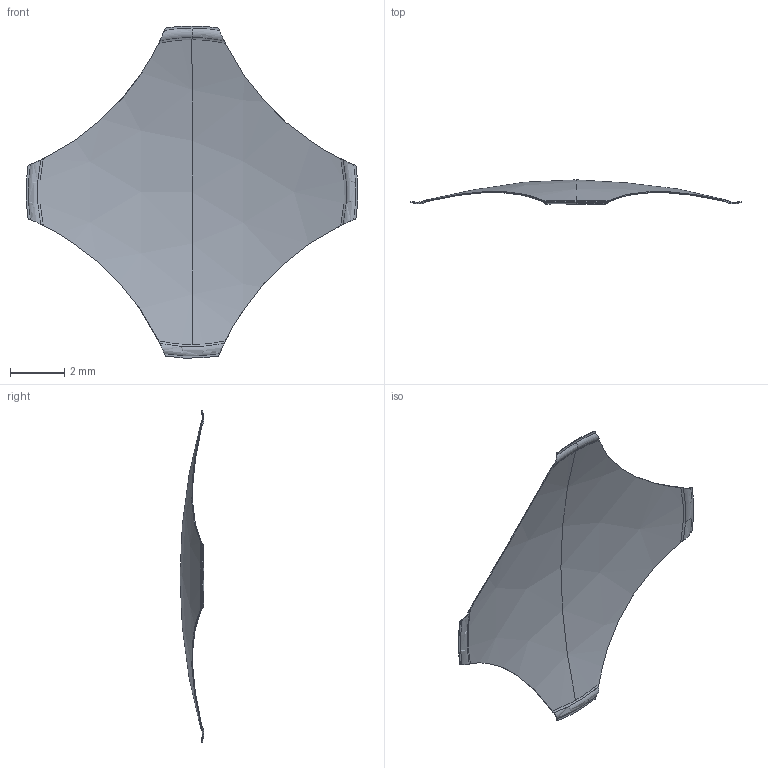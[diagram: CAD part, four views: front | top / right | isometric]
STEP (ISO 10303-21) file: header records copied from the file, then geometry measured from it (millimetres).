
FILE_DESCRIPTION (( 'STEP AP214' ), '1' );
FILE_NAME ('7C70110E-10BE-456B-B33E-FC6B76DC23A0.STEP', '2022-11-04T06:42:14', ( '' ), ( '' ), 'SwSTEP 2.0', 'SolidWorks 2022', '' );
FILE_SCHEMA (( 'AUTOMOTIVE_DESIGN' ));
Length unit declared in the file: millimetre
Products named in the file (1): 7C70110E-10BE-456B-B33E-FC6B76DC23A0
Bounding box: 12.18 x 0.88 x 12.19 mm (x, y, z)
Volume: 2.5 mm3; surface area: 165.5 mm2
Topology: 1 solids, 1 shells, 41 faces, 115 edges, 76 vertices
Faces by surface type: torus 20, cylinder 9, plane 8, sphere 4
Entity records: 1505 total; most frequent: CARTESIAN_POINT 425, ORIENTED_EDGE 230, DIRECTION 225, EDGE_CURVE 115, AXIS2_PLACEMENT_3D 108, VERTEX_POINT 76, CIRCLE 66, FACE_OUTER_BOUND 41
